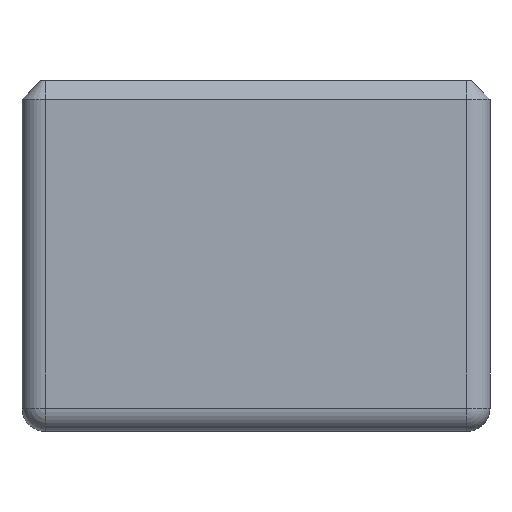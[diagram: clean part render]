
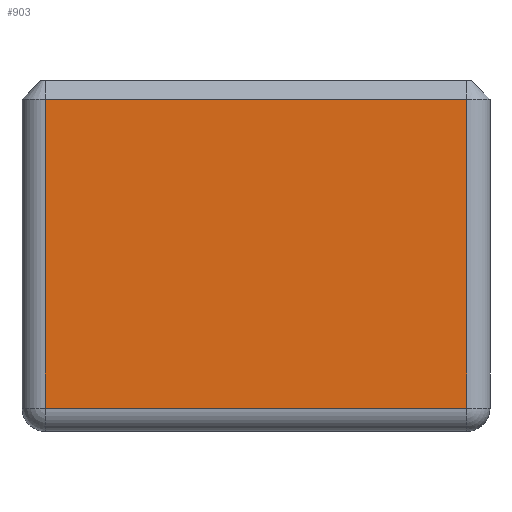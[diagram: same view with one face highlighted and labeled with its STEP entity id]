
A CAD part, front view. The second image highlights one B-rep face of the part: STEP entity #903.
In plain terms, the highlighted planar face has unit normal (0, -1, 0).
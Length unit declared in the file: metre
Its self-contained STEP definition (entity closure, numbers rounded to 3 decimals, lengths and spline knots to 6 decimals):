
#27=PLANE('',#996);
#86=LINE('',#1498,#166);
#87=LINE('',#1501,#167);
#88=LINE('',#1503,#168);
#89=LINE('',#1505,#169);
#166=VECTOR('',#1191,1.);
#167=VECTOR('',#1192,1.);
#168=VECTOR('',#1193,1.);
#169=VECTOR('',#1194,1.);
#323=ORIENTED_EDGE('',*,*,#544,.T.);
#324=ORIENTED_EDGE('',*,*,#545,.T.);
#325=ORIENTED_EDGE('',*,*,#546,.T.);
#326=ORIENTED_EDGE('',*,*,#547,.T.);
#544=EDGE_CURVE('',#662,#663,#86,.F.);
#545=EDGE_CURVE('',#663,#664,#87,.T.);
#546=EDGE_CURVE('',#664,#665,#88,.T.);
#547=EDGE_CURVE('',#665,#662,#89,.T.);
#662=VERTEX_POINT('',#1499);
#663=VERTEX_POINT('',#1500);
#664=VERTEX_POINT('',#1502);
#665=VERTEX_POINT('',#1504);
#766=EDGE_LOOP('',(#323,#324,#325,#326));
#832=FACE_BOUND('',#766,.T.);
#903=ADVANCED_FACE('',(#832),#27,.F.);
#996=AXIS2_PLACEMENT_3D('',#1497,#1189,#1190);
#1189=DIRECTION('',(0.,1.,0.));
#1190=DIRECTION('',(-1.,0.,0.));
#1191=DIRECTION('',(0.,0.,-1.));
#1192=DIRECTION('',(-1.,0.,0.));
#1193=DIRECTION('',(0.,0.,-1.));
#1194=DIRECTION('',(1.,0.,0.));
#1497=CARTESIAN_POINT('',(0.,-0.015,0.015));
#1498=CARTESIAN_POINT('',(0.009,-0.015,0.015));
#1499=CARTESIAN_POINT('',(0.009,-0.015,0.001));
#1500=CARTESIAN_POINT('',(0.009,-0.015,0.0142));
#1501=CARTESIAN_POINT('',(-0.009,-0.015,0.0142));
#1502=CARTESIAN_POINT('',(-0.009,-0.015,0.0142));
#1503=CARTESIAN_POINT('',(-0.009,-0.015,0.015));
#1504=CARTESIAN_POINT('',(-0.009,-0.015,0.001));
#1505=CARTESIAN_POINT('',(0.,-0.015,0.001));
